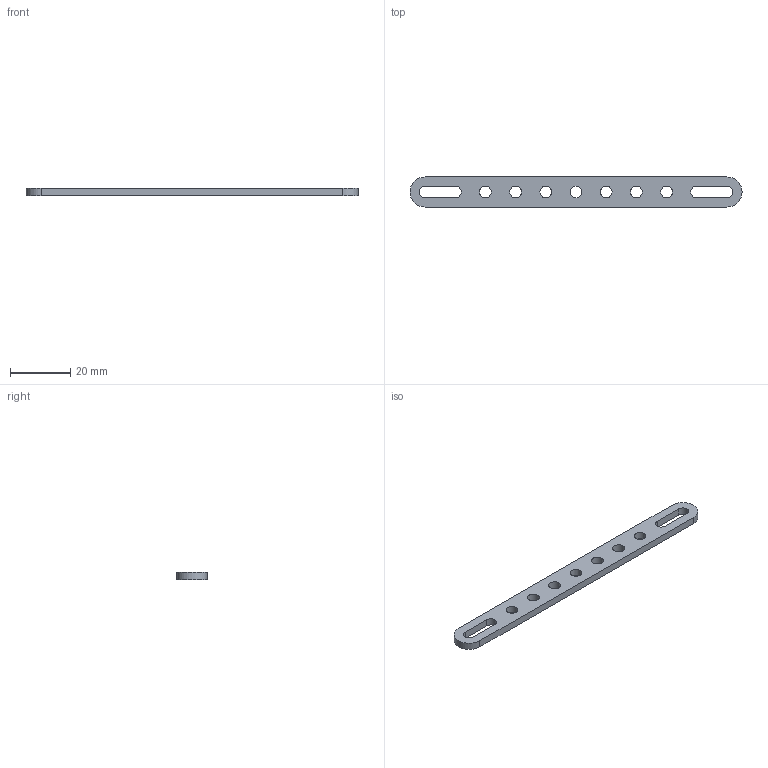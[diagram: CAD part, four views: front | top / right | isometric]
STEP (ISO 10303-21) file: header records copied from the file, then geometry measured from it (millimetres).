
FILE_DESCRIPTION(('Open CASCADE Model'),'2;1');
FILE_NAME('Open CASCADE Shape Model','2025-10-21T17:41:01',('Author'),( 'Open CASCADE'),'Open CASCADE STEP processor 7.8','Open CASCADE 7.8' ,'Unknown');
FILE_SCHEMA(('AUTOMOTIVE_DESIGN { 1 0 10303 214 1 1 1 1 }'));
Length unit declared in the file: millimetre
Products named in the file (1): Open CASCADE STEP translator 7.8 5
Bounding box: 110 x 10 x 2.5 mm (x, y, z)
Volume: 2232.6 mm3; surface area: 2740.3 mm2
Topology: 1 solids, 1 shells, 21 faces, 57 edges, 38 vertices
Faces by surface type: cylinder 13, plane 8
Full cylindrical faces by diameter (mm): 3.9 x7
Entity records: 1456 total; most frequent: CARTESIAN_POINT 257, DIRECTION 225, ORIENTED_EDGE 114, PCURVE 114, DEFINITIONAL_REPRESENTATION 114, LINE 105, VECTOR 105, EDGE_CURVE 57
